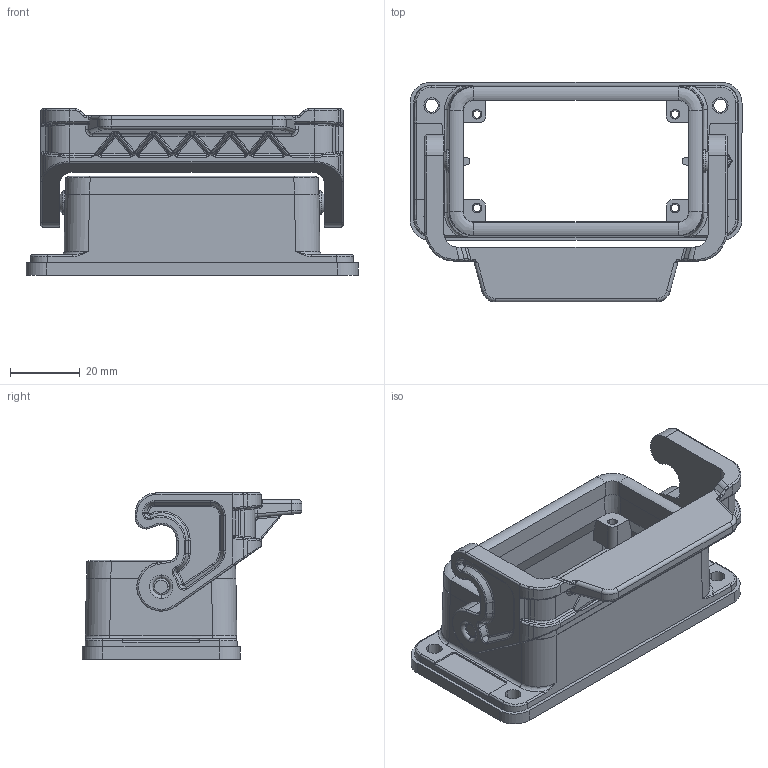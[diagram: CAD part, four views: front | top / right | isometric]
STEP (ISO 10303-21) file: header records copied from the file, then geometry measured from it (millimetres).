
FILE_DESCRIPTION(('Creo Elements/Direct Modeling STEP Export'),'2;1');
FILE_NAME('0ln7uvk5tno8und968','2023-11-15T16:35:53',(''),(''),'Creo Elements/Direct Modeling STEP processor for AP214 (Solid Model)','Creo Elements/Direct Modeling 20.1B 02-Apr-2019 (C) Parametric Technology GmbH','');
FILE_SCHEMA(('AUTOMOTIVE_DESIGN { 1 0 10303 214 1 1 1 1 }'));
Products named in the file (2): JPI 10 L
Assembly tree (1 placements, depth 2):
  JPI 10 L
    JPI 10 L
Bounding box: 95.5 x 63.25 x 47.8 mm (x, y, z)
Volume: 42528.9 mm3; surface area: 27815.1 mm2
Topology: 1 solids, 1 shells, 762 faces, 1907 edges, 1157 vertices
Faces by surface type: cylinder 287, plane 225, bspline 146, torus 63, cone 34, extrusion 6, sphere 1
Entity records: 66772 total; most frequent: CARTESIAN_POINT 44449, ORIENTED_EDGE 3800, DIRECTION 2841, EDGE_CURVE 1900, VERTEX_POINT 1157, AXIS2_PLACEMENT_3D 989, VECTOR 863, LINE 857
